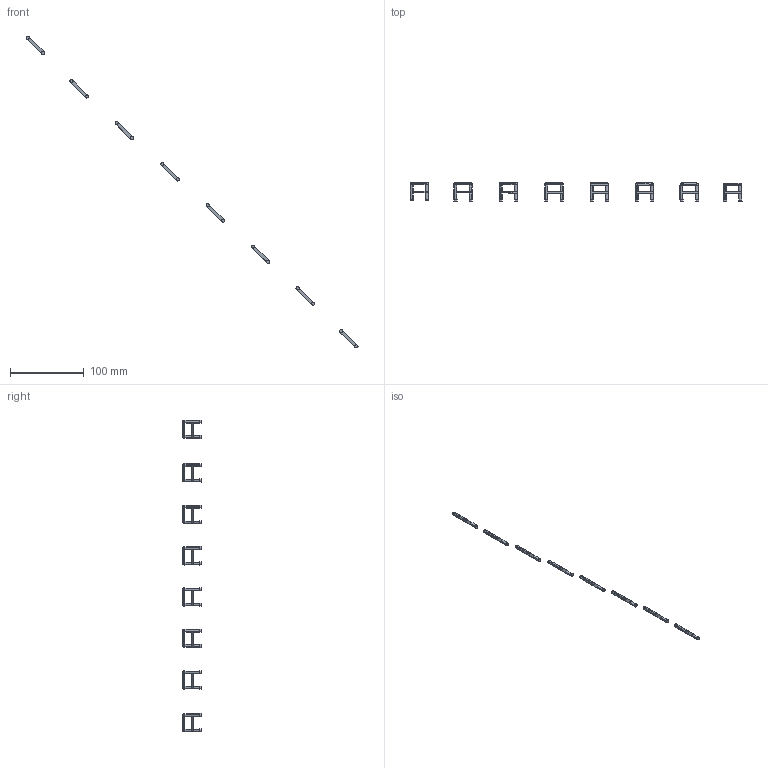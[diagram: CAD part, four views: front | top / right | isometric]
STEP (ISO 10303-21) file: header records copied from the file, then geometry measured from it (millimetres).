
FILE_DESCRIPTION(/* description */ (''),/* implementation_level */ '2;1');
FILE_NAME(/* name */ 'Gelnder lower v1.step',/* time_stamp */ '2024-10-17T21:57:45+02:00',/* author */ (''),/* organization */ (''),/* preprocessor_version */ 'ST-DEVELOPER v20',/* originating_system */ 'Autodesk Translation Framework v13.20.0.188',/* authorisation */ '');
FILE_SCHEMA (('AUTOMOTIVE_DESIGN { 1 0 10303 214 3 1 1 }'));
Length unit declared in the file: millimetre
Products named in the file (1): Geländer lower
Bounding box: 450.3 x 25 x 423.15 mm (x, y, z)
Volume: 9051.8 mm3; surface area: 10390.2 mm2
Topology: 8 solids, 8 shells, 370 faces, 916 edges, 522 vertices
Faces by surface type: plane 130, cylinder 128, bspline 112
Full cylindrical faces by diameter (mm): 4.25 x8, 4.317 x8
Entity records: 14031 total; most frequent: CARTESIAN_POINT 5945, ORIENTED_EDGE 1768, DIRECTION 1515, EDGE_CURVE 884, AXIS2_PLACEMENT_3D 596, VERTEX_POINT 522, EDGE_LOOP 378, FACE_OUTER_BOUND 370
